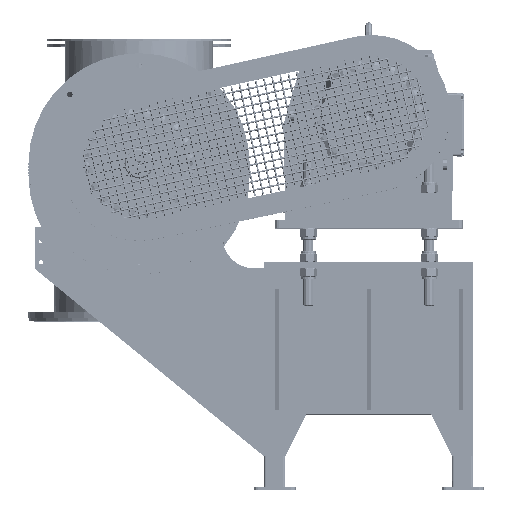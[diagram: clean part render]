
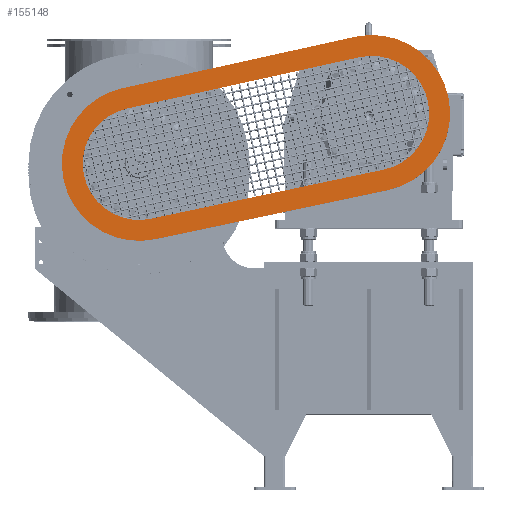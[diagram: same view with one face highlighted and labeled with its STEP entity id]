
A CAD part, top view. The second image highlights one B-rep face of the part: STEP entity #155148.
In plain terms, the highlighted planar face has unit normal (0, 0, 1).
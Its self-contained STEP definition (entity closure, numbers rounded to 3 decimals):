
#154904 = VERTEX_POINT('',#154905);
#154905 = CARTESIAN_POINT('',(528.097,254.927,
    338.425));
#154911 = EDGE_CURVE('',#154912,#154904,#154914,.T.);
#154912 = VERTEX_POINT('',#154913);
#154913 = CARTESIAN_POINT('',(691.812,149.348,
    338.425));
#154914 = CIRCLE('',#154915,137.749);
#154915 = AXIS2_PLACEMENT_3D('',#154916,#154917,#154918);
#154916 = CARTESIAN_POINT('',(557.165,120.28,
    338.425));
#154917 = DIRECTION('',(0.,-0.,1.));
#154918 = DIRECTION('',(0.977,0.211,0.));
#154955 = VERTEX_POINT('',#154956);
#154956 = CARTESIAN_POINT('',(740.686,159.899,
    338.425));
#154962 = EDGE_CURVE('',#154963,#154955,#154965,.T.);
#154963 = VERTEX_POINT('',#154964);
#154964 = CARTESIAN_POINT('',(596.783,-63.241,
    338.425));
#154965 = CIRCLE('',#154966,187.749);
#154966 = AXIS2_PLACEMENT_3D('',#154967,#154968,#154969);
#154967 = CARTESIAN_POINT('',(557.165,120.28,
    338.425));
#154968 = DIRECTION('',(0.,-0.,1.));
#154969 = DIRECTION('',(0.977,0.211,0.));
#154996 = VERTEX_POINT('',#154997);
#154997 = CARTESIAN_POINT('',(517.546,303.802,
    338.425));
#155003 = EDGE_CURVE('',#154955,#154996,#155004,.T.);
#155004 = CIRCLE('',#155005,187.749);
#155005 = AXIS2_PLACEMENT_3D('',#155006,#155007,#155008);
#155006 = CARTESIAN_POINT('',(557.165,120.28,
    338.425));
#155007 = DIRECTION('',(0.,-0.,1.));
#155008 = DIRECTION('',(0.977,0.211,0.));
#155018 = EDGE_CURVE('',#155019,#154963,#155021,.T.);
#155019 = VERTEX_POINT('',#155020);
#155020 = CARTESIAN_POINT('',(39.038,-180.834,
    338.425));
#155021 = LINE('',#155022,#155023);
#155022 = CARTESIAN_POINT('',(596.783,-63.241,
    338.425));
#155023 = VECTOR('',#155024,1.);
#155024 = DIRECTION('',(0.978,0.206,0.));
#155049 = EDGE_CURVE('',#155050,#155019,#155052,.T.);
#155050 = VERTEX_POINT('',#155051);
#155051 = CARTESIAN_POINT('',(-39.038,180.834,
    338.425));
#155052 = CIRCLE('',#155053,185.);
#155053 = AXIS2_PLACEMENT_3D('',#155054,#155055,#155056);
#155054 = CARTESIAN_POINT('',(0.,0.,
    338.425));
#155055 = DIRECTION('',(0.,-0.,1.));
#155056 = DIRECTION('',(0.977,0.211,0.));
#155082 = EDGE_CURVE('',#154996,#155050,#155083,.T.);
#155083 = LINE('',#155084,#155085);
#155084 = CARTESIAN_POINT('',(517.546,303.802,
    338.425));
#155085 = VECTOR('',#155086,1.);
#155086 = DIRECTION('',(-0.976,-0.216,0.));
#155148 = ADVANCED_FACE('',(#155149,#155184),#155191,.T.);
#155149 = FACE_BOUND('',#155150,.T.);
#155150 = EDGE_LOOP('',(#155151,#155162,#155168,#155169,#155178));
#155151 = ORIENTED_EDGE('',*,*,#155152,.F.);
#155152 = EDGE_CURVE('',#155153,#155155,#155157,.T.);
#155153 = VERTEX_POINT('',#155154);
#155154 = CARTESIAN_POINT('',(-28.487,131.96,
    338.425));
#155155 = VERTEX_POINT('',#155156);
#155156 = CARTESIAN_POINT('',(28.369,-131.986,
    338.425));
#155157 = CIRCLE('',#155158,135.);
#155158 = AXIS2_PLACEMENT_3D('',#155159,#155160,#155161);
#155159 = CARTESIAN_POINT('',(0.,0.,
    338.425));
#155160 = DIRECTION('',(0.,-0.,1.));
#155161 = DIRECTION('',(0.977,0.211,0.));
#155162 = ORIENTED_EDGE('',*,*,#155163,.F.);
#155163 = EDGE_CURVE('',#154904,#155153,#155164,.T.);
#155164 = LINE('',#155165,#155166);
#155165 = CARTESIAN_POINT('',(528.097,254.927,
    338.425));
#155166 = VECTOR('',#155167,1.);
#155167 = DIRECTION('',(-0.976,-0.216,0.));
#155168 = ORIENTED_EDGE('',*,*,#154911,.F.);
#155169 = ORIENTED_EDGE('',*,*,#155170,.F.);
#155170 = EDGE_CURVE('',#155171,#154912,#155173,.T.);
#155171 = VERTEX_POINT('',#155172);
#155172 = CARTESIAN_POINT('',(586.232,-14.366,
    338.425));
#155173 = CIRCLE('',#155174,137.749);
#155174 = AXIS2_PLACEMENT_3D('',#155175,#155176,#155177);
#155175 = CARTESIAN_POINT('',(557.165,120.28,
    338.425));
#155176 = DIRECTION('',(0.,-0.,1.));
#155177 = DIRECTION('',(0.977,0.211,0.));
#155178 = ORIENTED_EDGE('',*,*,#155179,.F.);
#155179 = EDGE_CURVE('',#155155,#155171,#155180,.T.);
#155180 = LINE('',#155181,#155182);
#155181 = CARTESIAN_POINT('',(586.232,-14.366,
    338.425));
#155182 = VECTOR('',#155183,1.);
#155183 = DIRECTION('',(0.978,0.206,0.));
#155184 = FACE_BOUND('',#155185,.T.);
#155185 = EDGE_LOOP('',(#155186,#155187,#155188,#155189,#155190));
#155186 = ORIENTED_EDGE('',*,*,#154962,.T.);
#155187 = ORIENTED_EDGE('',*,*,#155003,.T.);
#155188 = ORIENTED_EDGE('',*,*,#155082,.T.);
#155189 = ORIENTED_EDGE('',*,*,#155049,.T.);
#155190 = ORIENTED_EDGE('',*,*,#155018,.T.);
#155191 = PLANE('',#155192);
#155192 = AXIS2_PLACEMENT_3D('',#155193,#155194,#155195);
#155193 = CARTESIAN_POINT('',(557.165,120.28,
    338.425));
#155194 = DIRECTION('',(0.,0.,1.));
#155195 = DIRECTION('',(0.977,0.211,0.));
